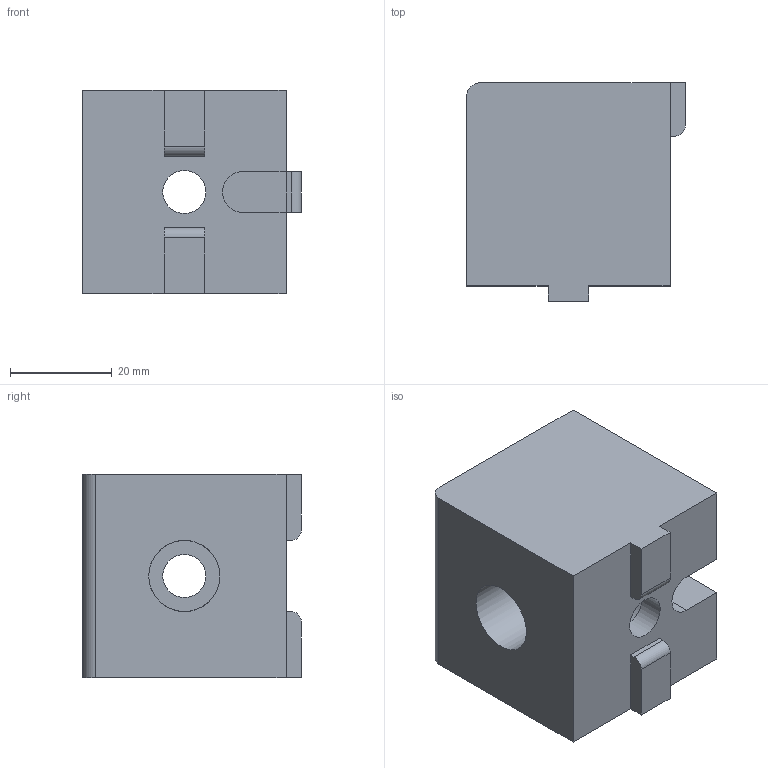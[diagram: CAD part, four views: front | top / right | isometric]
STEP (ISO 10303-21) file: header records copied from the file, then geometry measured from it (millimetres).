
FILE_DESCRIPTION(('STEP AP203'),'2;1');
FILE_NAME('14.157.00.stp','2011-03-28T17:24:06',(''),(''),'2009.3.110','THINKDESIGN','');
FILE_SCHEMA(('CONFIG_CONTROL_DESIGN'));
Length unit declared in the file: millimetre
Bounding box: 43 x 43 x 40 mm (x, y, z)
Volume: 54118.5 mm3; surface area: 12487.8 mm2
Topology: 1 solids, 1 shells, 34 faces, 101 edges, 70 vertices
Faces by surface type: plane 23, cylinder 11
Full cylindrical faces by diameter (mm): 8.5 x2, 14 x3
Entity records: 1440 total; most frequent: CARTESIAN_POINT 391, ORIENTED_EDGE 202, DIRECTION 193, EDGE_CURVE 101, VERTEX_POINT 70, VECTOR 69, LINE 69, AXIS2_PLACEMENT_3D 62
